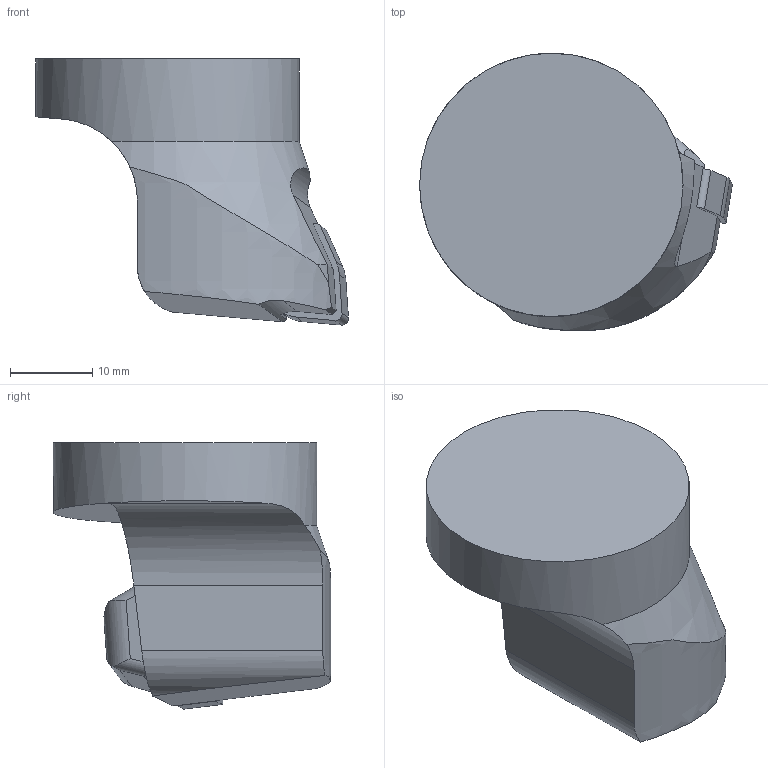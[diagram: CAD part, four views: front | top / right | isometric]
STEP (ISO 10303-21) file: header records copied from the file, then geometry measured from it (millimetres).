
FILE_DESCRIPTION(/* description */ ('3-D model version:1'),/* implementation_level */ '2;1');
FILE_NAME(/* name */ '570-DWLNL-32-06',/* time_stamp */ '2015-11-10T09:10:02+01:00',/* author */ ('InteractiveCad'),/* organization */ ('AB Sandvik Coromant'),/* preprocessor_version */ 'ST-DEVELOPER v15',/* originating_system */ 'SIEMENS PLM Software NX 8.5',/* authorisation */ '');
FILE_SCHEMA (('AP203_CONFIGURATION_CONTROLLED_3D_DESIGN_OF_MECHANICAL_PARTS_AND_ASSEMBLIES_MIM_LF { 1 0 10303 403 2 1 2}'));
Length unit declared in the file: millimetre
Products named in the file (1): 570_DWLNL_32_06_SIM
Bounding box: 38 x 33.68 x 32.32 mm (x, y, z)
Volume: 16766.6 mm3; surface area: 4761.9 mm2
Topology: 2 solids, 2 shells, 68 faces, 186 edges, 122 vertices
Faces by surface type: plane 42, cylinder 23, cone 2, extrusion 1
Full cylindrical faces by diameter (mm): 32 x1
Entity records: 2349 total; most frequent: CARTESIAN_POINT 542, ORIENTED_EDGE 368, DIRECTION 339, EDGE_CURVE 184, VERTEX_POINT 121, VECTOR 117, LINE 116, AXIS2_PLACEMENT_3D 111
